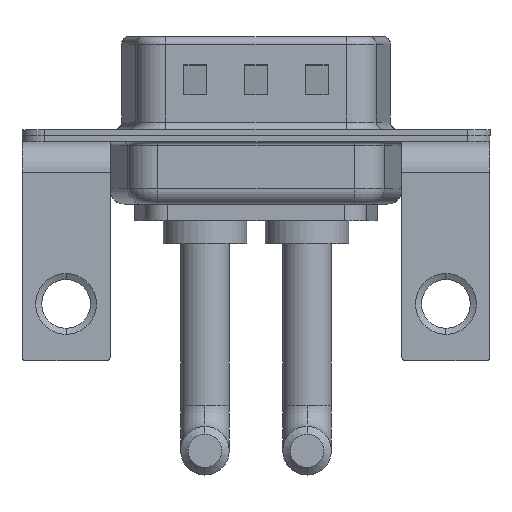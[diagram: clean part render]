
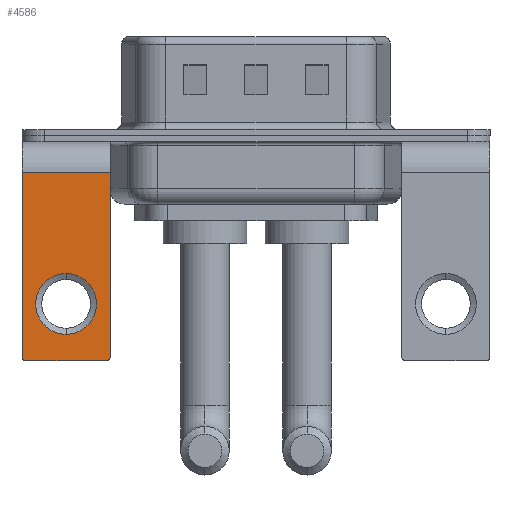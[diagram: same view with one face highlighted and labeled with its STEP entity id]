
A CAD part, front view. The second image highlights one B-rep face of the part: STEP entity #4586.
In plain terms, the highlighted planar face has unit normal (0, -1, 0).
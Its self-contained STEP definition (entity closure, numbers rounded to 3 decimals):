
#332 = CARTESIAN_POINT ( 'NONE',  ( -2.65, -6.25, -14.8 ) ) ;
#433 = EDGE_CURVE ( 'NONE', #12772, #4099, #2268, .T. ) ;
#790 = VERTEX_POINT ( 'NONE', #1373 ) ;
#1234 = ORIENTED_EDGE ( 'NONE', *, *, #3056, .F. ) ;
#1354 = ORIENTED_EDGE ( 'NONE', *, *, #433, .T. ) ;
#1373 = CARTESIAN_POINT ( 'NONE',  ( 0., -6.25, -9.07 ) ) ;
#1411 = CARTESIAN_POINT ( 'NONE',  ( 2.65, -6.25, -14.8 ) ) ;
#1577 = LINE ( 'NONE', #3606, #11154 ) ;
#1833 = CIRCLE ( 'NONE', #8300, 0.25 ) ;
#2133 = VECTOR ( 'NONE', #6188, 1000. ) ;
#2202 = DIRECTION ( 'NONE',  ( 0., 0., -1. ) ) ;
#2268 = CIRCLE ( 'NONE', #9948, 0.25 ) ;
#2455 = EDGE_CURVE ( 'NONE', #7699, #2965, #1577, .T. ) ;
#2547 = CARTESIAN_POINT ( 'NONE',  ( 2.9, -6.25, -2.4 ) ) ;
#2770 = VERTEX_POINT ( 'NONE', #9347 ) ;
#2898 = CIRCLE ( 'NONE', #7871, 2. ) ;
#2965 = VERTEX_POINT ( 'NONE', #10805 ) ;
#3038 = ORIENTED_EDGE ( 'NONE', *, *, #13197, .F. ) ;
#3056 = EDGE_CURVE ( 'NONE', #12772, #12276, #10098, .T. ) ;
#3100 = CARTESIAN_POINT ( 'NONE',  ( 0., -6.25, -11.07 ) ) ;
#3194 = EDGE_CURVE ( 'NONE', #2770, #790, #12578, .T. ) ;
#3210 = DIRECTION ( 'NONE',  ( 0., 1., 0. ) ) ;
#3606 = CARTESIAN_POINT ( 'NONE',  ( 2.9, -6.25, -2.4 ) ) ;
#4099 = VERTEX_POINT ( 'NONE', #15067 ) ;
#4179 = PLANE ( 'NONE',  #9548 ) ;
#4235 = LINE ( 'NONE', #10067, #6783 ) ;
#4586 = ADVANCED_FACE ( 'NONE', ( #12488, #7845 ), #4179, .F. ) ;
#4780 = ORIENTED_EDGE ( 'NONE', *, *, #2455, .T. ) ;
#5189 = CARTESIAN_POINT ( 'NONE',  ( -2.65, -6.25, -14.55 ) ) ;
#5389 = CARTESIAN_POINT ( 'NONE',  ( 0., -6.25, -11.07 ) ) ;
#5420 = DIRECTION ( 'NONE',  ( 0., -1., 0. ) ) ;
#5509 = DIRECTION ( 'NONE',  ( 0., 0., 1. ) ) ;
#5818 = DIRECTION ( 'NONE',  ( 0., 1., 0. ) ) ;
#5841 = EDGE_CURVE ( 'NONE', #6636, #12276, #1833, .T. ) ;
#5888 = AXIS2_PLACEMENT_3D ( 'NONE', #3100, #5818, #9244 ) ;
#6188 = DIRECTION ( 'NONE',  ( 0., 0., -1. ) ) ;
#6292 = DIRECTION ( 'NONE',  ( -1., 0., 0. ) ) ;
#6349 = DIRECTION ( 'NONE',  ( -1., 0., 0. ) ) ;
#6636 = VERTEX_POINT ( 'NONE', #8277 ) ;
#6783 = VECTOR ( 'NONE', #2202, 1000. ) ;
#7699 = VERTEX_POINT ( 'NONE', #11485 ) ;
#7845 = FACE_OUTER_BOUND ( 'NONE', #10960, .T. ) ;
#7871 = AXIS2_PLACEMENT_3D ( 'NONE', #5389, #3210, #8890 ) ;
#8277 = CARTESIAN_POINT ( 'NONE',  ( -2.9, -6.25, -14.55 ) ) ;
#8300 = AXIS2_PLACEMENT_3D ( 'NONE', #5189, #9919, #13459 ) ;
#8785 = ORIENTED_EDGE ( 'NONE', *, *, #11160, .T. ) ;
#8854 = CARTESIAN_POINT ( 'NONE',  ( 2.9, -6.25, -2.4 ) ) ;
#8890 = DIRECTION ( 'NONE',  ( 0., 0., 1. ) ) ;
#9244 = DIRECTION ( 'NONE',  ( 0., 0., 1. ) ) ;
#9347 = CARTESIAN_POINT ( 'NONE',  ( 0., -6.25, -13.07 ) ) ;
#9548 = AXIS2_PLACEMENT_3D ( 'NONE', #8854, #14958, #5509 ) ;
#9700 = LINE ( 'NONE', #2547, #2133 ) ;
#9919 = DIRECTION ( 'NONE',  ( 0., -1., 0. ) ) ;
#9948 = AXIS2_PLACEMENT_3D ( 'NONE', #13694, #5420, #12401 ) ;
#10067 = CARTESIAN_POINT ( 'NONE',  ( -2.9, -6.25, -2.4 ) ) ;
#10098 = LINE ( 'NONE', #11337, #10729 ) ;
#10729 = VECTOR ( 'NONE', #6349, 1000. ) ;
#10805 = CARTESIAN_POINT ( 'NONE',  ( -2.9, -6.25, -2.4 ) ) ;
#10960 = EDGE_LOOP ( 'NONE', ( #8785, #14949, #1234, #1354, #3038, #4780 ) ) ;
#11154 = VECTOR ( 'NONE', #6292, 1000. ) ;
#11160 = EDGE_CURVE ( 'NONE', #2965, #6636, #4235, .T. ) ;
#11337 = CARTESIAN_POINT ( 'NONE',  ( 2.9, -6.25, -14.8 ) ) ;
#11420 = ORIENTED_EDGE ( 'NONE', *, *, #14074, .T. ) ;
#11485 = CARTESIAN_POINT ( 'NONE',  ( 2.9, -6.25, -2.4 ) ) ;
#12276 = VERTEX_POINT ( 'NONE', #332 ) ;
#12341 = ORIENTED_EDGE ( 'NONE', *, *, #3194, .T. ) ;
#12401 = DIRECTION ( 'NONE',  ( 0., 0., 1. ) ) ;
#12488 = FACE_BOUND ( 'NONE', #13419, .T. ) ;
#12578 = CIRCLE ( 'NONE', #5888, 2. ) ;
#12772 = VERTEX_POINT ( 'NONE', #1411 ) ;
#13197 = EDGE_CURVE ( 'NONE', #7699, #4099, #9700, .T. ) ;
#13419 = EDGE_LOOP ( 'NONE', ( #12341, #11420 ) ) ;
#13459 = DIRECTION ( 'NONE',  ( 0., 0., 1. ) ) ;
#13694 = CARTESIAN_POINT ( 'NONE',  ( 2.65, -6.25, -14.55 ) ) ;
#14074 = EDGE_CURVE ( 'NONE', #790, #2770, #2898, .T. ) ;
#14949 = ORIENTED_EDGE ( 'NONE', *, *, #5841, .T. ) ;
#14958 = DIRECTION ( 'NONE',  ( 0., 1., 0. ) ) ;
#15067 = CARTESIAN_POINT ( 'NONE',  ( 2.9, -6.25, -14.55 ) ) ;
